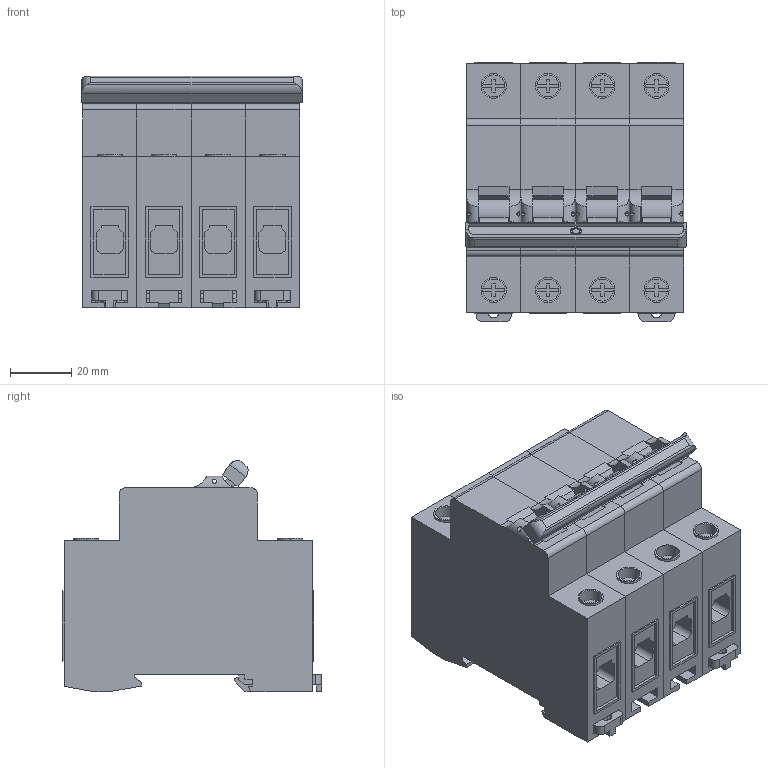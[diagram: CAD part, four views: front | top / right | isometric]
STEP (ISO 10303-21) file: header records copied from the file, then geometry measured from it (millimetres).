
FILE_DESCRIPTION((''),'2;1');
FILE_NAME('SB109194_3D-SIMPLIFIED_ASM','2012-09-24T',('Nyco'),(''),'PRO/ENGINEER BY PARAMETRIC TECHNOLOGY CORPORATION, 2006170','PRO/ENGINEER BY PARAMETRIC TECHNOLOGY CORPORATION, 2006170','');
FILE_SCHEMA(('CONFIG_CONTROL_DESIGN'));
Length unit declared in the file: millimetre
Products named in the file (8): COQUE; MANETTE; CLIP; VIS_7D; BLOCK_01_ASM; BLOCK_02_ASM; EXTENSION_MANETTE_02_4P; SB109194_3D-SIMPLIFIED_ASM
Assembly tree (14 placements, depth 3):
  SB109194_3D-SIMPLIFIED_ASM
    BLOCK_01_ASM  x2
      COQUE
      MANETTE
      CLIP
      VIS_7D
    BLOCK_02_ASM  x2
      COQUE
      MANETTE
      VIS_7D
    EXTENSION_MANETTE_02_4P
Bounding box: 72 x 84.5 x 75.44 mm (x, y, z)
Volume: 311081.5 mm3; surface area: 77660.8 mm2
Topology: 19 solids, 19 shells, 957 faces, 2553 edges, 1690 vertices
Faces by surface type: plane 743, cylinder 214
Entity records: 9165 total; most frequent: CARTESIAN_POINT 1769, ORIENTED_EDGE 1506, DIRECTION 1473, EDGE_CURVE 753, VECTOR 621, LINE 621, VERTEX_POINT 498, AXIS2_PLACEMENT_3D 426
